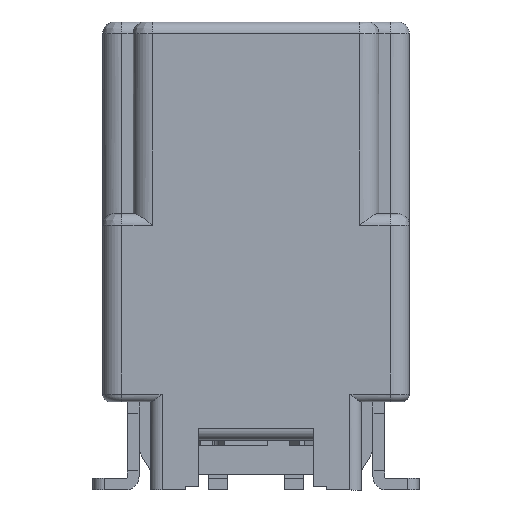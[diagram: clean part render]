
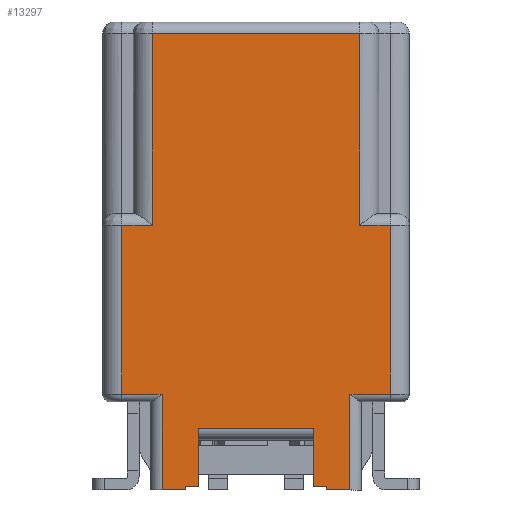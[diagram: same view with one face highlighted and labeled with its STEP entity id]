
A CAD part, left-side view. The second image highlights one B-rep face of the part: STEP entity #13297.
In plain terms, the highlighted planar face has unit normal (-1, 0, 0).
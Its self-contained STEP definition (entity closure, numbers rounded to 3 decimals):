
#1972=DIRECTION('',(0.,0.,-1.));
#1973=VECTOR('',#1972,5.);
#1974=CARTESIAN_POINT('',(-4.4,2.7,9.1));
#1975=LINE('',#1974,#1973);
#2048=DIRECTION('',(0.,0.,-1.));
#2049=VECTOR('',#2048,4.4);
#2050=CARTESIAN_POINT('',(-4.4,3.5,4.1));
#2051=LINE('',#2050,#2049);
#2056=DIRECTION('',(0.,1.,0.));
#2057=VECTOR('',#2056,0.6);
#2058=CARTESIAN_POINT('',(-4.4,-2.45,
-2.8));
#2059=LINE('',#2058,#2057);
#2060=DIRECTION('',(0.,1.,0.));
#2061=VECTOR('',#2060,0.35);
#2062=CARTESIAN_POINT('',(-4.4,-1.85,-2.7));
#2063=LINE('',#2062,#2061);
#2064=DIRECTION('',(0.,0.,1.));
#2065=VECTOR('',#2064,1.5);
#2066=CARTESIAN_POINT('',(-4.4,-1.5,-2.7));
#2067=LINE('',#2066,#2065);
#2068=DIRECTION('',(0.,1.,0.));
#2069=VECTOR('',#2068,0.35);
#2070=CARTESIAN_POINT('',(-4.4,1.5,-2.7));
#2071=LINE('',#2070,#2069);
#2072=DIRECTION('',(0.,0.,-1.));
#2073=VECTOR('',#2072,0.1);
#2074=CARTESIAN_POINT('',(-4.4,1.85,
-2.7));
#2075=LINE('',#2074,#2073);
#2076=DIRECTION('',(0.,1.,0.));
#2077=VECTOR('',#2076,0.6);
#2078=CARTESIAN_POINT('',(-4.4,1.85,
-2.8));
#2079=LINE('',#2078,#2077);
#2080=DIRECTION('',(0.,1.,0.));
#2081=VECTOR('',#2080,5.4);
#2082=CARTESIAN_POINT('',(-4.4,-2.7,9.1));
#2083=LINE('',#2082,#2081);
#2103=DIRECTION('',(0.,0.,1.));
#2104=VECTOR('',#2103,5.);
#2105=CARTESIAN_POINT('',(-4.4,-2.7,4.1));
#2106=LINE('',#2105,#2104);
#2111=DIRECTION('',(0.,1.,0.));
#2112=VECTOR('',#2111,0.8);
#2113=CARTESIAN_POINT('',(-4.4,-3.5,4.1));
#2114=LINE('',#2113,#2112);
#3475=DIRECTION('',(0.,0.,1.));
#3476=VECTOR('',#3475,1.5);
#3477=CARTESIAN_POINT('',(-4.4,1.5,-2.7));
#3478=LINE('',#3477,#3476);
#5281=DIRECTION('',(0.,0.,1.));
#5282=VECTOR('',#5281,2.5);
#5283=CARTESIAN_POINT('',(-4.4,-2.45,
-2.8));
#5284=LINE('',#5283,#5282);
#5298=DIRECTION('',(0.,0.,-1.));
#5299=VECTOR('',#5298,0.1);
#5300=CARTESIAN_POINT('',(-4.4,-1.85,-2.7));
#5301=LINE('',#5300,#5299);
#5804=DIRECTION('',(0.,0.,1.));
#5805=VECTOR('',#5804,4.4);
#5806=CARTESIAN_POINT('',(-4.4,-3.5,-0.3));
#5807=LINE('',#5806,#5805);
#5845=DIRECTION('',(0.,-1.,0.));
#5846=VECTOR('',#5845,1.05);
#5847=CARTESIAN_POINT('',(-4.4,-2.45,-0.3));
#5848=LINE('',#5847,#5846);
#6281=DIRECTION('',(0.,-1.,0.));
#6282=VECTOR('',#6281,3.);
#6283=CARTESIAN_POINT('',(-4.4,1.5,-1.2));
#6284=LINE('',#6283,#6282);
#6924=DIRECTION('',(0.,0.,-1.));
#6925=VECTOR('',#6924,2.5);
#6926=CARTESIAN_POINT('',(-4.4,2.45,-0.3));
#6927=LINE('',#6926,#6925);
#6957=DIRECTION('',(0.,-1.,0.));
#6958=VECTOR('',#6957,1.05);
#6959=CARTESIAN_POINT('',(-4.4,3.5,-0.3));
#6960=LINE('',#6959,#6958);
#7935=DIRECTION('',(0.,1.,0.));
#7936=VECTOR('',#7935,0.8);
#7937=CARTESIAN_POINT('',(-4.4,2.7,4.1));
#7938=LINE('',#7937,#7936);
#8870=CARTESIAN_POINT('',(-4.4,-1.5,-2.7));
#8871=VERTEX_POINT('',#8870);
#8872=CARTESIAN_POINT('',(-4.4,-1.85,-2.7));
#8873=VERTEX_POINT('',#8872);
#8878=CARTESIAN_POINT('',(-4.4,-1.85,-2.8));
#8879=VERTEX_POINT('',#8878);
#8880=CARTESIAN_POINT('',(-4.4,-2.45,
-2.8));
#8881=VERTEX_POINT('',#8880);
#8884=CARTESIAN_POINT('',(-4.4,-2.7,9.1));
#8885=CARTESIAN_POINT('',(-4.4,2.7,9.1));
#8886=VERTEX_POINT('',#8884);
#8887=VERTEX_POINT('',#8885);
#8888=CARTESIAN_POINT('',(-4.4,-2.7,4.1));
#8889=VERTEX_POINT('',#8888);
#8890=CARTESIAN_POINT('',(-4.4,-3.5,4.1));
#8891=VERTEX_POINT('',#8890);
#8892=CARTESIAN_POINT('',(-4.4,-3.5,-0.3));
#8893=VERTEX_POINT('',#8892);
#8894=CARTESIAN_POINT('',(-4.4,-2.45,-0.3));
#8895=VERTEX_POINT('',#8894);
#8896=CARTESIAN_POINT('',(-4.4,-1.5,-1.2));
#8897=VERTEX_POINT('',#8896);
#8898=CARTESIAN_POINT('',(-4.4,1.5,-1.2));
#8899=VERTEX_POINT('',#8898);
#8900=CARTESIAN_POINT('',(-4.4,1.5,-2.7));
#8901=VERTEX_POINT('',#8900);
#8902=CARTESIAN_POINT('',(-4.4,1.85,
-2.7));
#8903=VERTEX_POINT('',#8902);
#8904=CARTESIAN_POINT('',(-4.4,1.85,
-2.8));
#8905=VERTEX_POINT('',#8904);
#8906=CARTESIAN_POINT('',(-4.4,2.45,
-2.8));
#8907=VERTEX_POINT('',#8906);
#8908=CARTESIAN_POINT('',(-4.4,2.45,-0.3));
#8909=VERTEX_POINT('',#8908);
#8910=CARTESIAN_POINT('',(-4.4,3.5,-0.3));
#8911=VERTEX_POINT('',#8910);
#8912=CARTESIAN_POINT('',(-4.4,3.5,4.1));
#8913=VERTEX_POINT('',#8912);
#8914=CARTESIAN_POINT('',(-4.4,2.7,4.1));
#8915=VERTEX_POINT('',#8914);
#13252=CARTESIAN_POINT('',(-4.4,4.,0.));
#13253=DIRECTION('',(-1.,0.,0.));
#13254=DIRECTION('',(0.,-1.,0.));
#13255=AXIS2_PLACEMENT_3D('',#13252,#13253,#13254);
#13256=PLANE('',#13255);
#13258=ORIENTED_EDGE('',*,*,#13257,.F.);
#13260=ORIENTED_EDGE('',*,*,#13259,.F.);
#13262=ORIENTED_EDGE('',*,*,#13261,.F.);
#13264=ORIENTED_EDGE('',*,*,#13263,.F.);
#13266=ORIENTED_EDGE('',*,*,#13265,.F.);
#13268=ORIENTED_EDGE('',*,*,#13267,.F.);
#13270=ORIENTED_EDGE('',*,*,#13269,.T.);
#13272=ORIENTED_EDGE('',*,*,#13271,.F.);
#13274=ORIENTED_EDGE('',*,*,#13273,.T.);
#13276=ORIENTED_EDGE('',*,*,#13275,.T.);
#13278=ORIENTED_EDGE('',*,*,#13277,.F.);
#13280=ORIENTED_EDGE('',*,*,#13279,.F.);
#13282=ORIENTED_EDGE('',*,*,#13281,.T.);
#13284=ORIENTED_EDGE('',*,*,#13283,.T.);
#13286=ORIENTED_EDGE('',*,*,#13285,.T.);
#13288=ORIENTED_EDGE('',*,*,#13287,.F.);
#13290=ORIENTED_EDGE('',*,*,#13289,.F.);
#13291=ORIENTED_EDGE('',*,*,#13244,.F.);
#13293=ORIENTED_EDGE('',*,*,#13292,.F.);
#13294=ORIENTED_EDGE('',*,*,#13128,.F.);
#13295=EDGE_LOOP('',(#13258,#13260,#13262,#13264,#13266,#13268,#13270,#13272,
#13274,#13276,#13278,#13280,#13282,#13284,#13286,#13288,#13290,#13291,#13293,
#13294));
#13296=FACE_OUTER_BOUND('',#13295,.F.);
#13128=EDGE_CURVE('',#8887,#8915,#1975,.T.);
#13244=EDGE_CURVE('',#8913,#8911,#2051,.T.);
#13257=EDGE_CURVE('',#8886,#8887,#2083,.T.);
#13259=EDGE_CURVE('',#8889,#8886,#2106,.T.);
#13261=EDGE_CURVE('',#8891,#8889,#2114,.T.);
#13263=EDGE_CURVE('',#8893,#8891,#5807,.T.);
#13265=EDGE_CURVE('',#8895,#8893,#5848,.T.);
#13267=EDGE_CURVE('',#8881,#8895,#5284,.T.);
#13269=EDGE_CURVE('',#8881,#8879,#2059,.T.);
#13271=EDGE_CURVE('',#8873,#8879,#5301,.T.);
#13273=EDGE_CURVE('',#8873,#8871,#2063,.T.);
#13275=EDGE_CURVE('',#8871,#8897,#2067,.T.);
#13277=EDGE_CURVE('',#8899,#8897,#6284,.T.);
#13279=EDGE_CURVE('',#8901,#8899,#3478,.T.);
#13281=EDGE_CURVE('',#8901,#8903,#2071,.T.);
#13283=EDGE_CURVE('',#8903,#8905,#2075,.T.);
#13285=EDGE_CURVE('',#8905,#8907,#2079,.T.);
#13287=EDGE_CURVE('',#8909,#8907,#6927,.T.);
#13289=EDGE_CURVE('',#8911,#8909,#6960,.T.);
#13292=EDGE_CURVE('',#8915,#8913,#7938,.T.);
#13297=ADVANCED_FACE('',(#13296),#13256,.T.);
